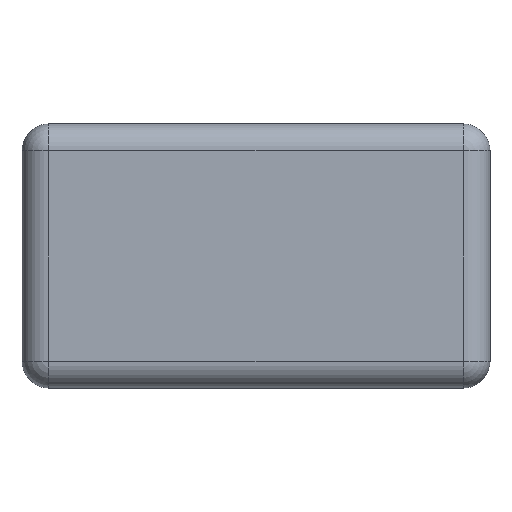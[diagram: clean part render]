
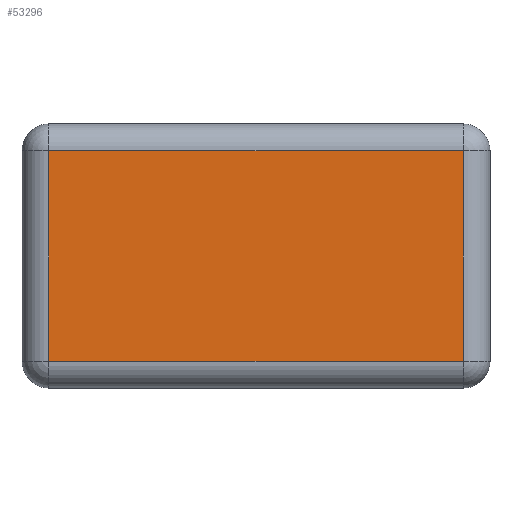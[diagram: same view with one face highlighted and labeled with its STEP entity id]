
A CAD part, front view. The second image highlights one B-rep face of the part: STEP entity #53296.
In plain terms, the highlighted planar face has unit normal (0, -1, 0).
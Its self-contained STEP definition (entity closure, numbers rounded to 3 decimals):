
#2132 = VERTEX_POINT ( 'NONE', #26435 ) ;
#7859 = CARTESIAN_POINT ( 'NONE',  ( -616.273, -246.167, 312.901 ) ) ;
#8453 = VECTOR ( 'NONE', #14540, 1000. ) ;
#8826 = DIRECTION ( 'NONE',  ( 0., -1., 0. ) ) ;
#9816 = EDGE_CURVE ( 'NONE', #16676, #2132, #51139, .T. ) ;
#14540 = DIRECTION ( 'NONE',  ( 1., 0., 0. ) ) ;
#15535 = ORIENTED_EDGE ( 'NONE', *, *, #57619, .T. ) ;
#15850 = PLANE ( 'NONE',  #61294 ) ;
#16676 = VERTEX_POINT ( 'NONE', #63566 ) ;
#18421 = CARTESIAN_POINT ( 'NONE',  ( 616.273, -246.167, 0. ) ) ;
#20855 = CARTESIAN_POINT ( 'NONE',  ( 0., -246.167, -312.901 ) ) ;
#25406 = EDGE_CURVE ( 'NONE', #2132, #53584, #29833, .T. ) ;
#25983 = VECTOR ( 'NONE', #34163, 1000. ) ;
#26435 = CARTESIAN_POINT ( 'NONE',  ( 616.273, -246.167, -312.901 ) ) ;
#28048 = DIRECTION ( 'NONE',  ( 0., 0., -1. ) ) ;
#29428 = ORIENTED_EDGE ( 'NONE', *, *, #40026, .T. ) ;
#29833 = LINE ( 'NONE', #18421, #40923 ) ;
#33791 = CARTESIAN_POINT ( 'NONE',  ( -616.273, -246.167, 0. ) ) ;
#34163 = DIRECTION ( 'NONE',  ( 0., 0., -1. ) ) ;
#39855 = CARTESIAN_POINT ( 'NONE',  ( 0., -246.167, 0. ) ) ;
#40026 = EDGE_CURVE ( 'NONE', #69918, #16676, #63743, .T. ) ;
#40923 = VECTOR ( 'NONE', #65673, 1000. ) ;
#42093 = ORIENTED_EDGE ( 'NONE', *, *, #25406, .T. ) ;
#42932 = EDGE_LOOP ( 'NONE', ( #15535, #29428, #75473, #42093 ) ) ;
#48253 = CARTESIAN_POINT ( 'NONE',  ( 616.273, -246.167, 312.901 ) ) ;
#48910 = VECTOR ( 'NONE', #67679, 1000. ) ;
#49567 = CARTESIAN_POINT ( 'NONE',  ( 0., -246.167, 312.901 ) ) ;
#51139 = LINE ( 'NONE', #20855, #8453 ) ;
#53296 = ADVANCED_FACE ( 'NONE', ( #69038 ), #15850, .T. ) ;
#53584 = VERTEX_POINT ( 'NONE', #48253 ) ;
#57619 = EDGE_CURVE ( 'NONE', #53584, #69918, #72149, .T. ) ;
#61294 = AXIS2_PLACEMENT_3D ( 'NONE', #39855, #8826, #28048 ) ;
#63566 = CARTESIAN_POINT ( 'NONE',  ( -616.273, -246.167, -312.901 ) ) ;
#63743 = LINE ( 'NONE', #33791, #25983 ) ;
#65673 = DIRECTION ( 'NONE',  ( 0., 0., 1. ) ) ;
#67679 = DIRECTION ( 'NONE',  ( -1., 0., 0. ) ) ;
#69038 = FACE_OUTER_BOUND ( 'NONE', #42932, .T. ) ;
#69918 = VERTEX_POINT ( 'NONE', #7859 ) ;
#72149 = LINE ( 'NONE', #49567, #48910 ) ;
#75473 = ORIENTED_EDGE ( 'NONE', *, *, #9816, .T. ) ;
